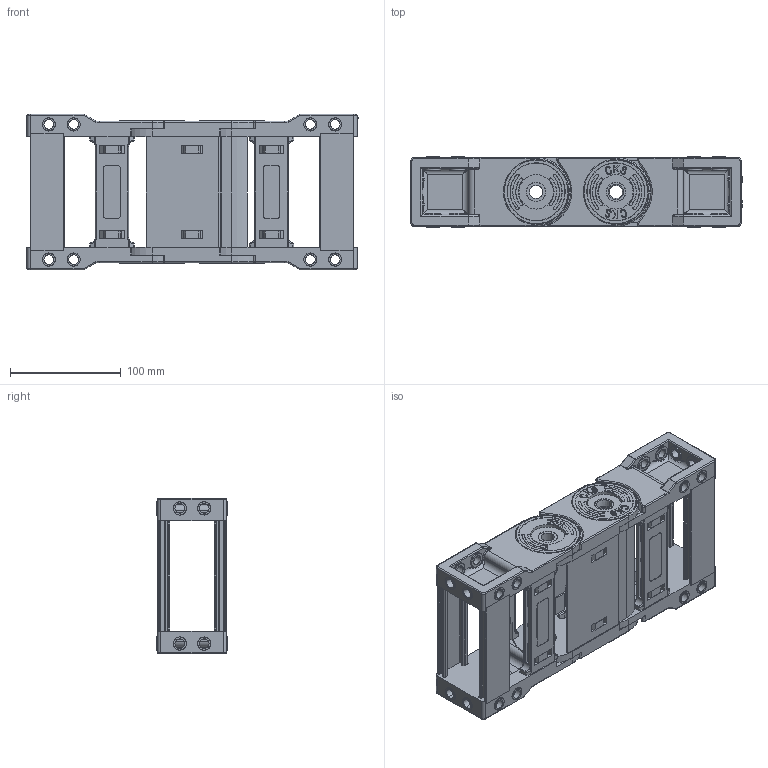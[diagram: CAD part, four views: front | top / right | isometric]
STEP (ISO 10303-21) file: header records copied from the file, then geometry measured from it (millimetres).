
FILE_DESCRIPTION (( 'STEP AP214' ), '1' );
FILE_NAME ('CK40-Y100 -AYAK.STEP', '2019-09-18T12:58:03', ( '' ), ( '' ), 'SwSTEP 2.0', 'SolidWorks 2017', '' );
FILE_SCHEMA (( 'AUTOMOTIVE_DESIGN' ));
Length unit declared in the file: millimetre
Products named in the file (1): CK40-Y100 -AYAK
Bounding box: 299.6 x 63.6 x 140 mm (x, y, z)
Volume: 554582.4 mm3; surface area: 349255 mm2
Topology: 40 solids, 46 shells, 3321 faces, 8548 edges, 5460 vertices
Faces by surface type: plane 1395, cylinder 1266, torus 420, bspline 176, sphere 60, cone 4
Entity records: 112265 total; most frequent: CARTESIAN_POINT 29550, DIRECTION 17726, ORIENTED_EDGE 17004, EDGE_CURVE 8502, AXIS2_PLACEMENT_3D 6524, VERTEX_POINT 5460, LINE 4678, VECTOR 4678
